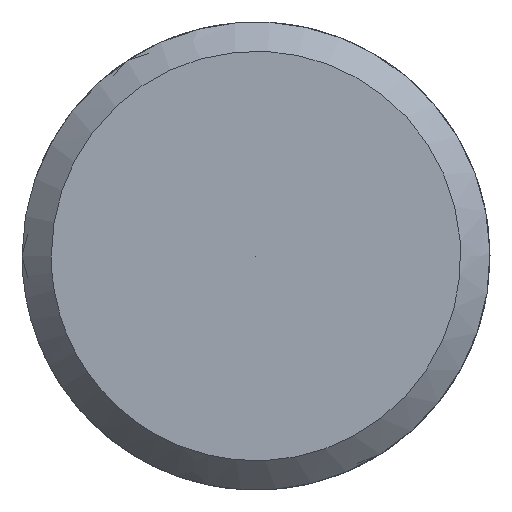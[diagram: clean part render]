
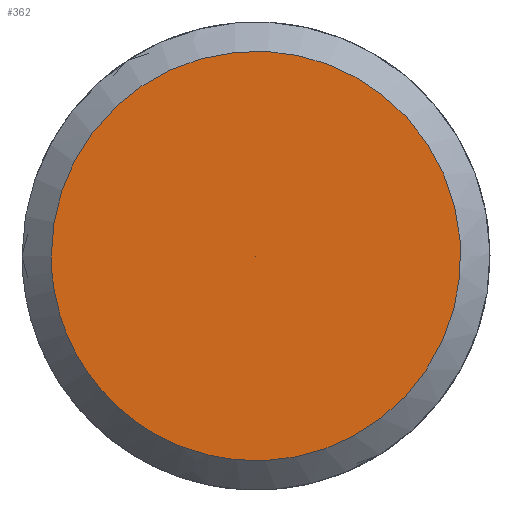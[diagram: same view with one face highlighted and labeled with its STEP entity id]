
A CAD part, left-side view. The second image highlights one B-rep face of the part: STEP entity #362.
In plain terms, the highlighted free-form (B-spline) face has degree [5, 3] with [6, 4] control points.
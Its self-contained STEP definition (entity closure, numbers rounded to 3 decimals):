
#276 = CARTESIAN_POINT ('', (-51., 1.75, 0.));
#277 = VERTEX_POINT ('', #276);
#287 = CARTESIAN_POINT ('', (-51., 1.75, 0.));
#288 = CARTESIAN_POINT ('', (-51., 1.75, 7.));
#289 = CARTESIAN_POINT ('', (-51., -5.25, 3.5));
#290 = CARTESIAN_POINT ('', (-51., -5.25, -3.5));
#291 = CARTESIAN_POINT ('', (-51., 1.75, -7.));
#292 = CARTESIAN_POINT ('', (-51., 1.75, 0.));
#293 = (
   BOUNDED_CURVE ()
   B_SPLINE_CURVE (5, (#287, #288, #289, #290, #291, #292), .UNSPECIFIED., .T., .U.)
   B_SPLINE_CURVE_WITH_KNOTS ((6, 6), (0., 1.), .UNSPECIFIED.)
   CURVE ()
   GEOMETRIC_REPRESENTATION_ITEM ()
   RATIONAL_B_SPLINE_CURVE ((5., 1., 1., 1., 1., 5.))
   REPRESENTATION_ITEM ('')
);
#294 = EDGE_CURVE ('', #277, #277, #293, .T.);
#324 = CARTESIAN_POINT ('', (-51., 0., 0.));
#325 = VERTEX_POINT ('', #324);
#326 = CARTESIAN_POINT ('', (-51., 1.75, 0.));
#327 = CARTESIAN_POINT ('', (-51., 1.167, 0.));
#328 = CARTESIAN_POINT ('', (-51., 0.583, 0.));
#329 = CARTESIAN_POINT ('', (-51., 0., 0.));
#330 = B_SPLINE_CURVE_WITH_KNOTS ('', 3, (#326, #327, #328, #329), .UNSPECIFIED., .F., .U., (4, 4), (0., 1.), .UNSPECIFIED.);
#331 = EDGE_CURVE ('', #277, #325, #330, .T.);
#332 = ORIENTED_EDGE ('', *, *, #331, .F.);
#333 = ORIENTED_EDGE ('', *, *, #294, .T.);
#334 = ORIENTED_EDGE ('', *, *, #331, .T.);
#335 = EDGE_LOOP ('', (#332, #333, #334));
#336 = FACE_OUTER_BOUND ('', #335, .F.);
#337 = CARTESIAN_POINT ('', (-51., 1.75, 0.));
#338 = CARTESIAN_POINT ('', (-51., 1.167, 0.));
#339 = CARTESIAN_POINT ('', (-51., 0.583, 0.));
#340 = CARTESIAN_POINT ('', (-51., 0., 0.));
#341 = CARTESIAN_POINT ('', (-51., 1.75, 7.));
#342 = CARTESIAN_POINT ('', (-51., 1.167, 4.667));
#343 = CARTESIAN_POINT ('', (-51., 0.583, 2.333));
#344 = CARTESIAN_POINT ('', (-51., 0., 0.));
#345 = CARTESIAN_POINT ('', (-51., -5.25, 3.5));
#346 = CARTESIAN_POINT ('', (-51., -3.5, 2.333));
#347 = CARTESIAN_POINT ('', (-51., -1.75, 1.167));
#348 = CARTESIAN_POINT ('', (-51., 0., 0.));
#349 = CARTESIAN_POINT ('', (-51., -5.25, -3.5));
#350 = CARTESIAN_POINT ('', (-51., -3.5, -2.333));
#351 = CARTESIAN_POINT ('', (-51., -1.75, -1.167));
#352 = CARTESIAN_POINT ('', (-51., 0., 0.));
#353 = CARTESIAN_POINT ('', (-51., 1.75, -7.));
#354 = CARTESIAN_POINT ('', (-51., 1.167, -4.667));
#355 = CARTESIAN_POINT ('', (-51., 0.583, -2.333));
#356 = CARTESIAN_POINT ('', (-51., 0., 0.));
#357 = CARTESIAN_POINT ('', (-51., 1.75, 0.));
#358 = CARTESIAN_POINT ('', (-51., 1.167, 0.));
#359 = CARTESIAN_POINT ('', (-51., 0.583, 0.));
#360 = CARTESIAN_POINT ('', (-51., 0., 0.));
#361 = (
   BOUNDED_SURFACE ()
   B_SPLINE_SURFACE (5, 3, ((#337, #338, #339, #340), (#341, #342, #343, #344), (#345, #346, #347, #348), (#349, #350, #351, #352), (#353, #354, #355, #356), (#357, #358, #359, #360)), .UNSPECIFIED., .T., .F., .U.)
   B_SPLINE_SURFACE_WITH_KNOTS ((6, 6), (4, 4), (0., 1.), (0., 1.), .UNSPECIFIED.)
   SURFACE ()
   GEOMETRIC_REPRESENTATION_ITEM ()
   RATIONAL_B_SPLINE_SURFACE (((5., 5., 5., 5.), (1., 1., 1., 1.), (1., 1., 1., 1.), (1., 1., 1., 1.), (1., 1., 1., 1.), (5., 5., 5., 5.)))
   REPRESENTATION_ITEM ('')
);
#362 = ADVANCED_FACE ('', (#336), #361, .F.);
